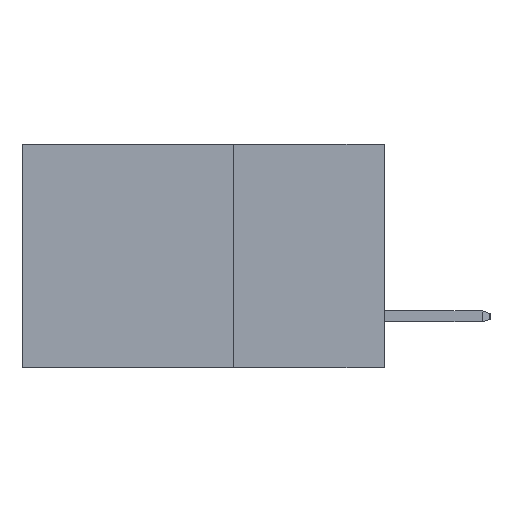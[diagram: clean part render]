
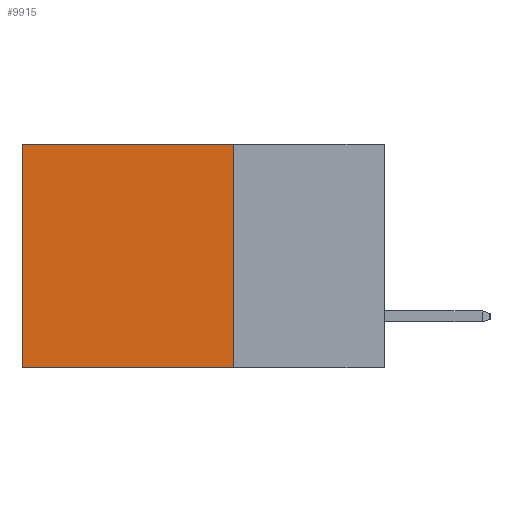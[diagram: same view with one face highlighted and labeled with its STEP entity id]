
A CAD part, left-side view. The second image highlights one B-rep face of the part: STEP entity #9915.
In plain terms, the highlighted planar face has unit normal (-1, 0, 0).
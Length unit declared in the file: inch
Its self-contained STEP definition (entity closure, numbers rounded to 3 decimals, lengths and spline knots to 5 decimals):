
#1408 = CARTESIAN_POINT ( 'NONE',  ( 0.2615, 0.25, -0.37 ) ) ;
#2650 = EDGE_LOOP ( 'NONE', ( #6298, #13461, #15581, #5105 ) ) ;
#3261 = CARTESIAN_POINT ( 'NONE',  ( 0.2615, 0.25, -0.37 ) ) ;
#3585 = LINE ( 'NONE', #12844, #11427 ) ;
#4844 = LINE ( 'NONE', #7915, #13714 ) ;
#5105 = ORIENTED_EDGE ( 'NONE', *, *, #10370, .T. ) ;
#5476 = DIRECTION ( 'NONE',  ( 0., 0., -1. ) ) ;
#6288 = CARTESIAN_POINT ( 'NONE',  ( 0.2615, 0.25, -0.37 ) ) ;
#6298 = ORIENTED_EDGE ( 'NONE', *, *, #19315, .T. ) ;
#6628 = LINE ( 'NONE', #3261, #20538 ) ;
#7887 = VERTEX_POINT ( 'NONE', #13458 ) ;
#7915 = CARTESIAN_POINT ( 'NONE',  ( 0.2615, 0.25, 0. ) ) ;
#7923 = DIRECTION ( 'NONE',  ( 0., 1., 0. ) ) ;
#8920 = LINE ( 'NONE', #6288, #20965 ) ;
#9915 = ADVANCED_FACE ( 'NONE', ( #19529 ), #15981, .F. ) ;
#10370 = EDGE_CURVE ( 'NONE', #7887, #12950, #4844, .T. ) ;
#11427 = VECTOR ( 'NONE', #13107, 39.37008 ) ;
#11676 = AXIS2_PLACEMENT_3D ( 'NONE', #16560, #15976, #15931 ) ;
#12708 = EDGE_CURVE ( 'NONE', #7887, #19903, #8920, .T. ) ;
#12844 = CARTESIAN_POINT ( 'NONE',  ( 0.2615, 0.6, -0.37 ) ) ;
#12950 = VERTEX_POINT ( 'NONE', #14558 ) ;
#13107 = DIRECTION ( 'NONE',  ( 0., 0., -1. ) ) ;
#13196 = DIRECTION ( 'NONE',  ( 0., 1., 0. ) ) ;
#13458 = CARTESIAN_POINT ( 'NONE',  ( 0.2615, 0.25, 0. ) ) ;
#13461 = ORIENTED_EDGE ( 'NONE', *, *, #21256, .F. ) ;
#13714 = VECTOR ( 'NONE', #7923, 39.37008 ) ;
#14558 = CARTESIAN_POINT ( 'NONE',  ( 0.2615, 0.6, 0. ) ) ;
#15581 = ORIENTED_EDGE ( 'NONE', *, *, #12708, .F. ) ;
#15806 = CARTESIAN_POINT ( 'NONE',  ( 0.2615, 0.6, -0.37 ) ) ;
#15931 = DIRECTION ( 'NONE',  ( 0., 0., -1. ) ) ;
#15976 = DIRECTION ( 'NONE',  ( 1., 0., 0. ) ) ;
#15981 = PLANE ( 'NONE',  #11676 ) ;
#16560 = CARTESIAN_POINT ( 'NONE',  ( 0.2615, 0.25, -0.37 ) ) ;
#19315 = EDGE_CURVE ( 'NONE', #12950, #20971, #3585, .T. ) ;
#19529 = FACE_OUTER_BOUND ( 'NONE', #2650, .T. ) ;
#19903 = VERTEX_POINT ( 'NONE', #1408 ) ;
#20538 = VECTOR ( 'NONE', #13196, 39.37008 ) ;
#20965 = VECTOR ( 'NONE', #5476, 39.37008 ) ;
#20971 = VERTEX_POINT ( 'NONE', #15806 ) ;
#21256 = EDGE_CURVE ( 'NONE', #19903, #20971, #6628, .T. ) ;
